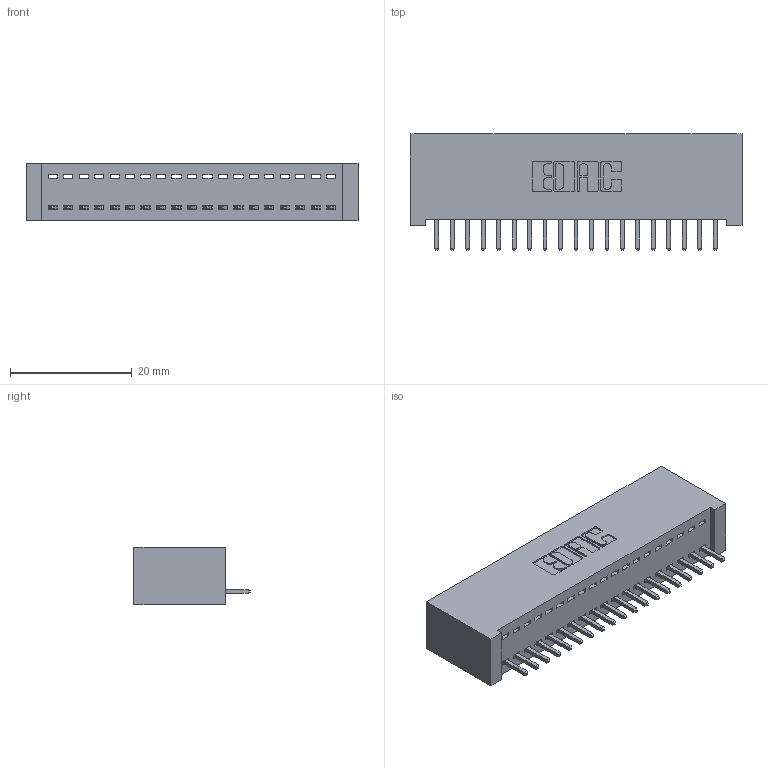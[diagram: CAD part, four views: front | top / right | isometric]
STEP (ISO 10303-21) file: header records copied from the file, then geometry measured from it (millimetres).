
FILE_DESCRIPTION (( 'STEP AP203' ), '1' );
FILE_NAME ('342-019-521-101.STEP', '2019-10-01T20:28:03', ( '' ), ( '' ), 'SwSTEP 2.0', 'SolidWorks 2016', '' );
FILE_SCHEMA (( 'CONFIG_CONTROL_DESIGN' ));
Length unit declared in the file: inch
Products named in the file (3): 342 Part_Lugless; 345-292-001_345-293-121; 342-019-521-101
Assembly tree (20 placements, depth 2):
  342-019-521-101
    342 Part_Lugless
    345-292-001_345-293-121  x19
Bounding box: 54.51 x 19.06 x 9.4 mm (x, y, z)
Volume: 5049.5 mm3; surface area: 7101.3 mm2
Topology: 20 solids, 20 shells, 1204 faces, 3619 edges, 2386 vertices
Faces by surface type: plane 860, cylinder 344
Entity records: 14199 total; most frequent: CARTESIAN_POINT 2459, ORIENTED_EDGE 2414, DIRECTION 2113, EDGE_CURVE 1207, LINE 1087, VECTOR 1087, VERTEX_POINT 802, AXIS2_PLACEMENT_3D 513
